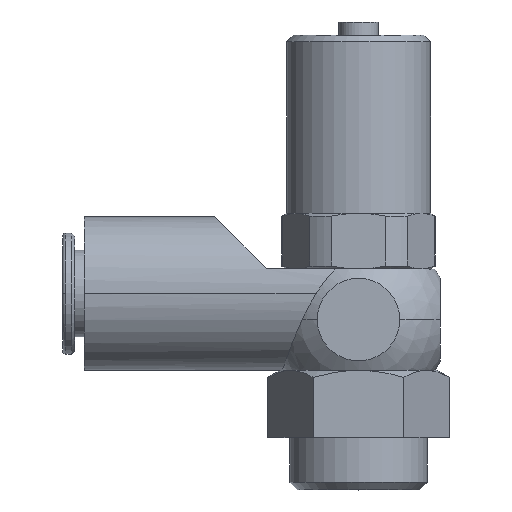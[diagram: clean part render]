
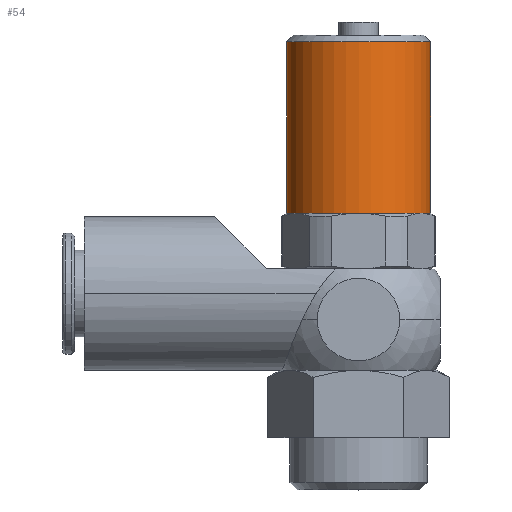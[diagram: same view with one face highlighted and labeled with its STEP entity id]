
A CAD part, top view. The second image highlights one B-rep face of the part: STEP entity #54.
In plain terms, the highlighted cylindrical face has radius 11 mm (diameter 22 mm), a partial arc.
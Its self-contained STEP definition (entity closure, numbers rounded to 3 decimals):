
#54=ADVANCED_FACE('',(#150),#151,.T.);
#150=FACE_OUTER_BOUND('',#333,.T.);
#151=CYLINDRICAL_SURFACE('',#334,11.0);
#333=EDGE_LOOP('',(#571,#572,#573,#574,#575,#576,#577));
#334=AXIS2_PLACEMENT_3D('',#578,#579,#580);
#571=ORIENTED_EDGE('',*,*,#1214,.F.);
#572=ORIENTED_EDGE('',*,*,#1215,.T.);
#573=ORIENTED_EDGE('',*,*,#1216,.T.);
#574=ORIENTED_EDGE('',*,*,#1217,.T.);
#575=ORIENTED_EDGE('',*,*,#1218,.T.);
#576=ORIENTED_EDGE('',*,*,#1219,.F.);
#577=ORIENTED_EDGE('',*,*,#1211,.F.);
#578=CARTESIAN_POINT('',(0.,41.25,0.0));
#579=DIRECTION('',(0.,1.0,0.0));
#580=DIRECTION('',(-1.0,0.,0.0));
#1211=EDGE_CURVE('',#1450,#1453,#1454,.T.);
#1214=EDGE_CURVE('',#1458,#1450,#1459,.T.);
#1215=EDGE_CURVE('',#1458,#1460,#1461,.T.);
#1216=EDGE_CURVE('',#1460,#1462,#1463,.T.);
#1217=EDGE_CURVE('',#1462,#1464,#1465,.T.);
#1218=EDGE_CURVE('',#1464,#1466,#1467,.T.);
#1219=EDGE_CURVE('',#1453,#1466,#1468,.T.);
#1450=VERTEX_POINT('',#2102);
#1453=VERTEX_POINT('',#2106);
#1454=CIRCLE('',#2107,11.0);
#1458=VERTEX_POINT('',#2112);
#1459=LINE('',#2113,#2114);
#1460=VERTEX_POINT('',#2115);
#1461=CIRCLE('',#2116,11.0);
#1462=VERTEX_POINT('',#2117);
#1463=CIRCLE('',#2118,11.0);
#1464=VERTEX_POINT('',#2119);
#1465=CIRCLE('',#2120,11.0);
#1466=VERTEX_POINT('',#2121);
#1467=CIRCLE('',#2122,11.0);
#1468=LINE('',#2123,#2124);
#2102=CARTESIAN_POINT('',(-11.0,60.5,0.0));
#2106=CARTESIAN_POINT('',(11.0,60.5,0.));
#2107=AXIS2_PLACEMENT_3D('',#3040,#3041,#3042);
#2112=CARTESIAN_POINT('',(-11.0,34.25,0.));
#2113=CARTESIAN_POINT('',(-11.0,41.25,0.));
#2114=VECTOR('',#3047,1.0);
#2115=CARTESIAN_POINT('',(-9.526,34.25,5.5));
#2116=AXIS2_PLACEMENT_3D('',#3048,#3049,#3050);
#2117=CARTESIAN_POINT('',(0.,34.25,11.0));
#2118=AXIS2_PLACEMENT_3D('',#3051,#3052,#3053);
#2119=CARTESIAN_POINT('',(9.526,34.25,5.5));
#2120=AXIS2_PLACEMENT_3D('',#3054,#3055,#3056);
#2121=CARTESIAN_POINT('',(11.0,34.25,0.));
#2122=AXIS2_PLACEMENT_3D('',#3057,#3058,#3059);
#2123=CARTESIAN_POINT('',(11.0,41.25,0.));
#2124=VECTOR('',#3060,1.0);
#3040=CARTESIAN_POINT('',(0.,60.5,0.0));
#3041=DIRECTION('',(0.,1.0,0.0));
#3042=DIRECTION('',(-1.0,0.,0.0));
#3047=DIRECTION('',(0.,1.0,0.0));
#3048=CARTESIAN_POINT('',(0.,34.25,0.0));
#3049=DIRECTION('',(0.,1.0,0.0));
#3050=DIRECTION('',(-1.0,0.,0.0));
#3051=CARTESIAN_POINT('',(0.,34.25,0.0));
#3052=DIRECTION('',(0.,1.0,0.0));
#3053=DIRECTION('',(-1.0,0.,0.0));
#3054=CARTESIAN_POINT('',(0.,34.25,0.0));
#3055=DIRECTION('',(0.,1.0,0.0));
#3056=DIRECTION('',(-1.0,0.,0.0));
#3057=CARTESIAN_POINT('',(0.,34.25,0.0));
#3058=DIRECTION('',(0.,1.0,0.0));
#3059=DIRECTION('',(-1.0,0.,0.0));
#3060=DIRECTION('',(0.,-1.0,-0.0));
